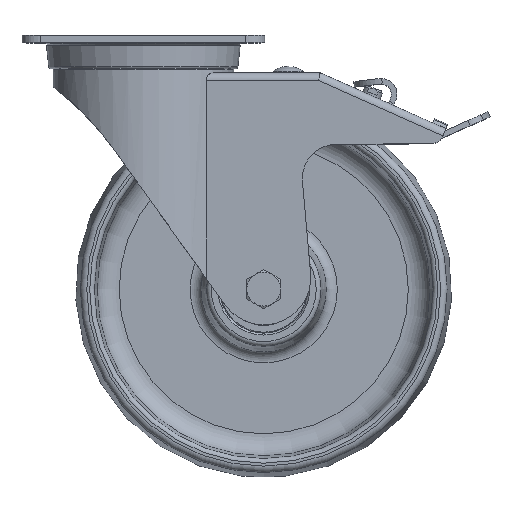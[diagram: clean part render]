
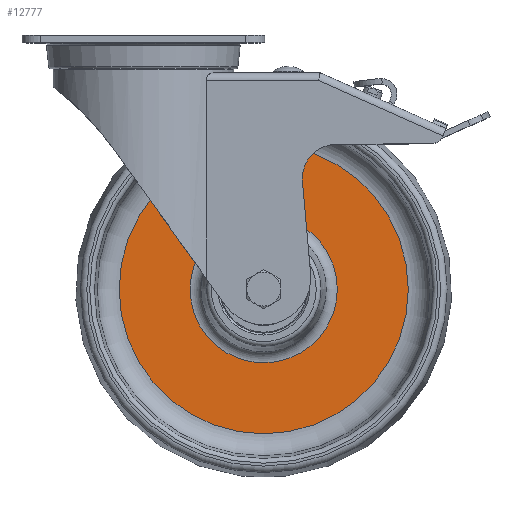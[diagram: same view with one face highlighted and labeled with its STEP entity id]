
A CAD part, top view. The second image highlights one B-rep face of the part: STEP entity #12777.
In plain terms, the highlighted planar face has unit normal (0, 0, 1).
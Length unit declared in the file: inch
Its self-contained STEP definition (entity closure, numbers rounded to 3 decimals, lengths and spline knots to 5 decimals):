
#544=FACE_BOUND('',#2013,.T.);
#1273=FACE_OUTER_BOUND('',#2012,.T.);
#2012=EDGE_LOOP('',(#11128));
#2013=EDGE_LOOP('',(#11129));
#4784=CIRCLE('',#14306,1.54134);
#4786=CIRCLE('',#14309,3.02559);
#5920=VERTEX_POINT('',#22279);
#5921=VERTEX_POINT('',#22283);
#7690=EDGE_CURVE('',#5920,#5920,#4784,.T.);
#7692=EDGE_CURVE('',#5921,#5921,#4786,.T.);
#11128=ORIENTED_EDGE('',*,*,#7692,.F.);
#11129=ORIENTED_EDGE('',*,*,#7690,.T.);
#12156=PLANE('',#14308);
#12777=ADVANCED_FACE('',(#1273,#544),#12156,.F.);
#14306=AXIS2_PLACEMENT_3D('',#22280,#17685,#17686);
#14308=AXIS2_PLACEMENT_3D('',#22282,#17689,#17690);
#14309=AXIS2_PLACEMENT_3D('',#22284,#17691,#17692);
#17685=DIRECTION('center_axis',(0.,0.,-1.));
#17686=DIRECTION('ref_axis',(-1.,0.,0.));
#17689=DIRECTION('center_axis',(0.,0.,-1.));
#17690=DIRECTION('ref_axis',(-1.,0.,0.));
#17691=DIRECTION('center_axis',(0.,0.,-1.));
#17692=DIRECTION('ref_axis',(-1.,0.,0.));
#22279=CARTESIAN_POINT('',(1.54134,0.,0.25591));
#22280=CARTESIAN_POINT('Origin',(0.,0.,0.25591));
#22282=CARTESIAN_POINT('Origin',(0.,1.54134,0.25591));
#22283=CARTESIAN_POINT('',(3.02559,0.,0.25591));
#22284=CARTESIAN_POINT('Origin',(0.,0.,0.25591));
